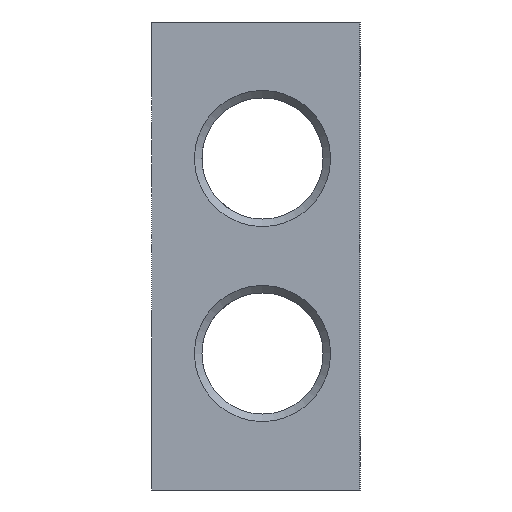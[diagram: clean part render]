
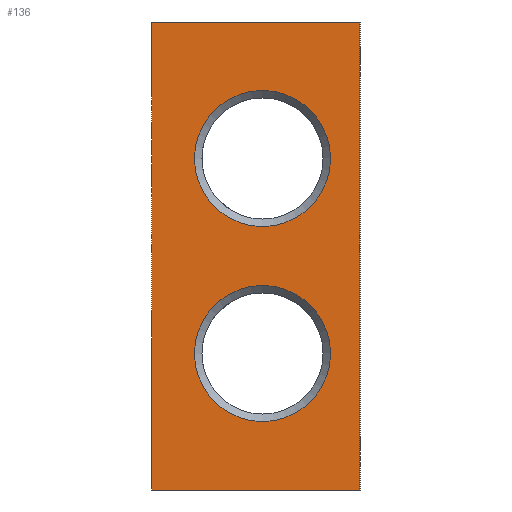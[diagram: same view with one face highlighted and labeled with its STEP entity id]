
A CAD part, left-side view. The second image highlights one B-rep face of the part: STEP entity #136.
In plain terms, the highlighted planar face has unit normal (-1, 0, 0).
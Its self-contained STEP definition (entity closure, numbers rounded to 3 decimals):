
#136 = ADVANCED_FACE( '', ( #329, #330, #331 ), #332, .F. );
#329 = FACE_BOUND( '', #581, .T. );
#330 = FACE_BOUND( '', #582, .T. );
#331 = FACE_OUTER_BOUND( '', #583, .T. );
#332 = PLANE( '', #584 );
#581 = EDGE_LOOP( '', ( #955 ) );
#582 = EDGE_LOOP( '', ( #956 ) );
#583 = EDGE_LOOP( '', ( #957, #958, #959, #960 ) );
#584 = AXIS2_PLACEMENT_3D( '', #961, #962, #963 );
#955 = ORIENTED_EDGE( '', *, *, #1107, .T. );
#956 = ORIENTED_EDGE( '', *, *, #1144, .T. );
#957 = ORIENTED_EDGE( '', *, *, #1145, .F. );
#958 = ORIENTED_EDGE( '', *, *, #1146, .F. );
#959 = ORIENTED_EDGE( '', *, *, #1147, .F. );
#960 = ORIENTED_EDGE( '', *, *, #1148, .F. );
#961 = CARTESIAN_POINT( '', ( 0., 0., 0. ) );
#962 = DIRECTION( '', ( 1., 0., 0. ) );
#963 = DIRECTION( '', ( 0., 0., -1. ) );
#1107 = EDGE_CURVE( '', #1254, #1254, #1255, .T. );
#1144 = EDGE_CURVE( '', #1328, #1328, #1329, .T. );
#1145 = EDGE_CURVE( '', #1330, #1331, #1332, .T. );
#1146 = EDGE_CURVE( '', #1333, #1330, #1334, .T. );
#1147 = EDGE_CURVE( '', #1335, #1333, #1336, .T. );
#1148 = EDGE_CURVE( '', #1331, #1335, #1337, .T. );
#1254 = VERTEX_POINT( '', #1531 );
#1255 = CIRCLE( '', #1532, 10.478 );
#1328 = VERTEX_POINT( '', #3018 );
#1329 = CIRCLE( '', #3019, 10.478 );
#1330 = VERTEX_POINT( '', #3020 );
#1331 = VERTEX_POINT( '', #3021 );
#1332 = LINE( '', #3022, #3023 );
#1333 = VERTEX_POINT( '', #3024 );
#1334 = LINE( '', #3025, #3026 );
#1335 = VERTEX_POINT( '', #3027 );
#1336 = LINE( '', #3028, #3029 );
#1337 = LINE( '', #3030, #3031 );
#1531 = CARTESIAN_POINT( '', ( 0., -17., -25.478 ) );
#1532 = AXIS2_PLACEMENT_3D( '', #3196, #3197, #3198 );
#3018 = CARTESIAN_POINT( '', ( 0., -17., 4.523 ) );
#3019 = AXIS2_PLACEMENT_3D( '', #3256, #3257, #3258 );
#3020 = CARTESIAN_POINT( '', ( 0., 0., 36. ) );
#3021 = CARTESIAN_POINT( '', ( 0., -32., 36. ) );
#3022 = CARTESIAN_POINT( '', ( 0., 0., 36. ) );
#3023 = VECTOR( '', #3259, 1000. );
#3024 = CARTESIAN_POINT( '', ( 0., 0., -36. ) );
#3025 = CARTESIAN_POINT( '', ( 0., 0., -36. ) );
#3026 = VECTOR( '', #3260, 1000. );
#3027 = CARTESIAN_POINT( '', ( 0., -32., -36. ) );
#3028 = CARTESIAN_POINT( '', ( 0., -32., -36. ) );
#3029 = VECTOR( '', #3261, 1000. );
#3030 = CARTESIAN_POINT( '', ( 0., -32., 36. ) );
#3031 = VECTOR( '', #3262, 1000. );
#3196 = CARTESIAN_POINT( '', ( 0., -17., -15. ) );
#3197 = DIRECTION( '', ( 1., 0., 0. ) );
#3198 = DIRECTION( '', ( 0., 0., -1. ) );
#3256 = CARTESIAN_POINT( '', ( 0., -17., 15. ) );
#3257 = DIRECTION( '', ( 1., 0., 0. ) );
#3258 = DIRECTION( '', ( 0., 0., -1. ) );
#3259 = DIRECTION( '', ( 0., -1., 0. ) );
#3260 = DIRECTION( '', ( 0., 0., 1. ) );
#3261 = DIRECTION( '', ( 0., 1., 0. ) );
#3262 = DIRECTION( '', ( 0., 0., -1. ) );
